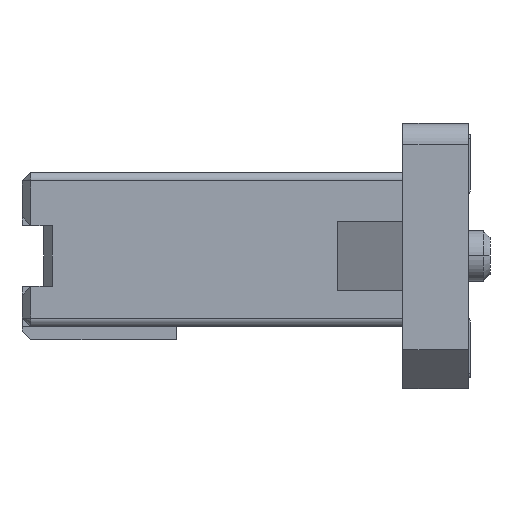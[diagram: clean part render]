
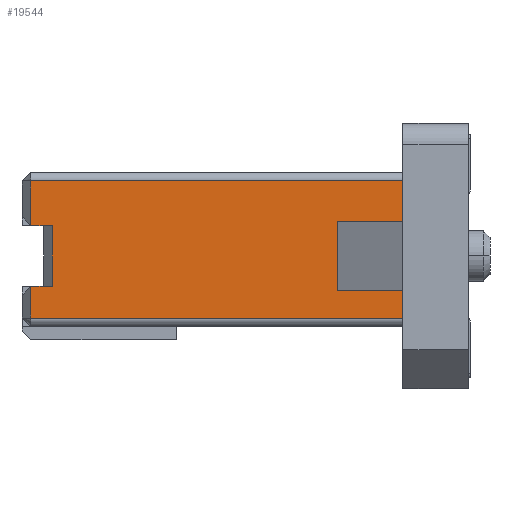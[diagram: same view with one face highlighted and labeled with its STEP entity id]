
A CAD part, left-side view. The second image highlights one B-rep face of the part: STEP entity #19544.
In plain terms, the highlighted planar face has unit normal (-1, 0, 0).
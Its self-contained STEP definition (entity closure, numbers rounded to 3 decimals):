
#3775=DIRECTION('',(0.,0.,-1.));
#3776=VECTOR('',#3775,1.4);
#3777=CARTESIAN_POINT('',(-17.05,9.55,0.7));
#3778=LINE('',#3777,#3776);
#3779=DIRECTION('',(0.,-1.,0.));
#3780=VECTOR('',#3779,0.5);
#3781=CARTESIAN_POINT('',(-17.05,10.05,0.7));
#3782=LINE('',#3781,#3780);
#3783=DIRECTION('',(0.,0.,1.));
#3784=VECTOR('',#3783,0.925);
#3785=CARTESIAN_POINT('',(-17.05,1.5,0.8));
#3786=LINE('',#3785,#3784);
#3787=DIRECTION('',(0.,0.,1.));
#3788=VECTOR('',#3787,0.625);
#3789=CARTESIAN_POINT('',(-17.05,1.5,-1.425));
#3790=LINE('',#3789,#3788);
#3791=DIRECTION('',(0.,1.,0.));
#3792=VECTOR('',#3791,0.5);
#3793=CARTESIAN_POINT('',(-17.05,9.55,-0.7));
#3794=LINE('',#3793,#3792);
#3799=DIRECTION('',(0.,0.,1.));
#3800=VECTOR('',#3799,1.025);
#3801=CARTESIAN_POINT('',(-17.05,10.05,0.7));
#3802=LINE('',#3801,#3800);
#3961=DIRECTION('',(0.,1.,0.));
#3962=VECTOR('',#3961,8.55);
#3963=CARTESIAN_POINT('',(-17.05,1.5,1.725));
#3964=LINE('',#3963,#3962);
#4130=DIRECTION('',(0.,-1.,0.));
#4131=VECTOR('',#4130,8.55);
#4132=CARTESIAN_POINT('',(-17.05,10.05,
-1.425));
#4133=LINE('',#4132,#4131);
#4138=DIRECTION('',(0.,0.,1.));
#4139=VECTOR('',#4138,0.725);
#4140=CARTESIAN_POINT('',(-17.05,10.05,
-1.425));
#4141=LINE('',#4140,#4139);
#10653=DIRECTION('',(0.,1.,0.));
#10654=VECTOR('',#10653,1.5);
#10655=CARTESIAN_POINT('',(-17.05,1.5,-0.8));
#10656=LINE('',#10655,#10654);
#10665=DIRECTION('',(0.,0.,-1.));
#10666=VECTOR('',#10665,1.6);
#10667=CARTESIAN_POINT('',(-17.05,3.,0.8));
#10668=LINE('',#10667,#10666);
#10673=DIRECTION('',(0.,1.,0.));
#10674=VECTOR('',#10673,1.5);
#10675=CARTESIAN_POINT('',(-17.05,1.5,0.8));
#10676=LINE('',#10675,#10674);
#13079=CARTESIAN_POINT('',(-17.05,1.5,-1.425));
#13080=VERTEX_POINT('',#13079);
#13081=CARTESIAN_POINT('',(-17.05,1.5,-0.8));
#13082=VERTEX_POINT('',#13081);
#13087=CARTESIAN_POINT('',(-17.05,1.5,0.8));
#13088=VERTEX_POINT('',#13087);
#13089=CARTESIAN_POINT('',(-17.05,1.5,1.725));
#13090=VERTEX_POINT('',#13089);
#13143=CARTESIAN_POINT('',(-17.05,9.55,0.7));
#13144=VERTEX_POINT('',#13143);
#13145=CARTESIAN_POINT('',(-17.05,10.05,0.7));
#13146=VERTEX_POINT('',#13145);
#13185=CARTESIAN_POINT('',(-17.05,10.05,-0.7));
#13186=VERTEX_POINT('',#13185);
#13191=CARTESIAN_POINT('',(-17.05,9.55,-0.7));
#13192=VERTEX_POINT('',#13191);
#13197=CARTESIAN_POINT('',(-17.05,10.05,
1.725));
#13198=VERTEX_POINT('',#13197);
#13199=CARTESIAN_POINT('',(-17.05,3.,0.8));
#13200=VERTEX_POINT('',#13199);
#13201=CARTESIAN_POINT('',(-17.05,3.,-0.8));
#13202=VERTEX_POINT('',#13201);
#13203=CARTESIAN_POINT('',(-17.05,10.05,
-1.425));
#13204=VERTEX_POINT('',#13203);
#19516=CARTESIAN_POINT('',(-17.05,5.775,0.15));
#19517=DIRECTION('',(1.,0.,0.));
#19518=DIRECTION('',(0.,0.,1.));
#19519=AXIS2_PLACEMENT_3D('',#19516,#19517,#19518);
#19520=PLANE('',#19519);
#19521=ORIENTED_EDGE('',*,*,#19510,.F.);
#19522=ORIENTED_EDGE('',*,*,#14376,.F.);
#19524=ORIENTED_EDGE('',*,*,#19523,.T.);
#19526=ORIENTED_EDGE('',*,*,#19525,.F.);
#19528=ORIENTED_EDGE('',*,*,#19527,.F.);
#19530=ORIENTED_EDGE('',*,*,#19529,.T.);
#19532=ORIENTED_EDGE('',*,*,#19531,.T.);
#19534=ORIENTED_EDGE('',*,*,#19533,.F.);
#19536=ORIENTED_EDGE('',*,*,#19535,.F.);
#19538=ORIENTED_EDGE('',*,*,#19537,.F.);
#19540=ORIENTED_EDGE('',*,*,#19539,.T.);
#19541=ORIENTED_EDGE('',*,*,#16930,.F.);
#19542=EDGE_LOOP('',(#19521,#19522,#19524,#19526,#19528,#19530,#19532,#19534,
#19536,#19538,#19540,#19541));
#19543=FACE_OUTER_BOUND('',#19542,.F.);
#14376=EDGE_CURVE('',#13146,#13144,#3782,.T.);
#16930=EDGE_CURVE('',#13192,#13186,#3794,.T.);
#19510=EDGE_CURVE('',#13144,#13192,#3778,.T.);
#19523=EDGE_CURVE('',#13146,#13198,#3802,.T.);
#19525=EDGE_CURVE('',#13090,#13198,#3964,.T.);
#19527=EDGE_CURVE('',#13088,#13090,#3786,.T.);
#19529=EDGE_CURVE('',#13088,#13200,#10676,.T.);
#19531=EDGE_CURVE('',#13200,#13202,#10668,.T.);
#19533=EDGE_CURVE('',#13082,#13202,#10656,.T.);
#19535=EDGE_CURVE('',#13080,#13082,#3790,.T.);
#19537=EDGE_CURVE('',#13204,#13080,#4133,.T.);
#19539=EDGE_CURVE('',#13204,#13186,#4141,.T.);
#19544=ADVANCED_FACE('',(#19543),#19520,.F.);
